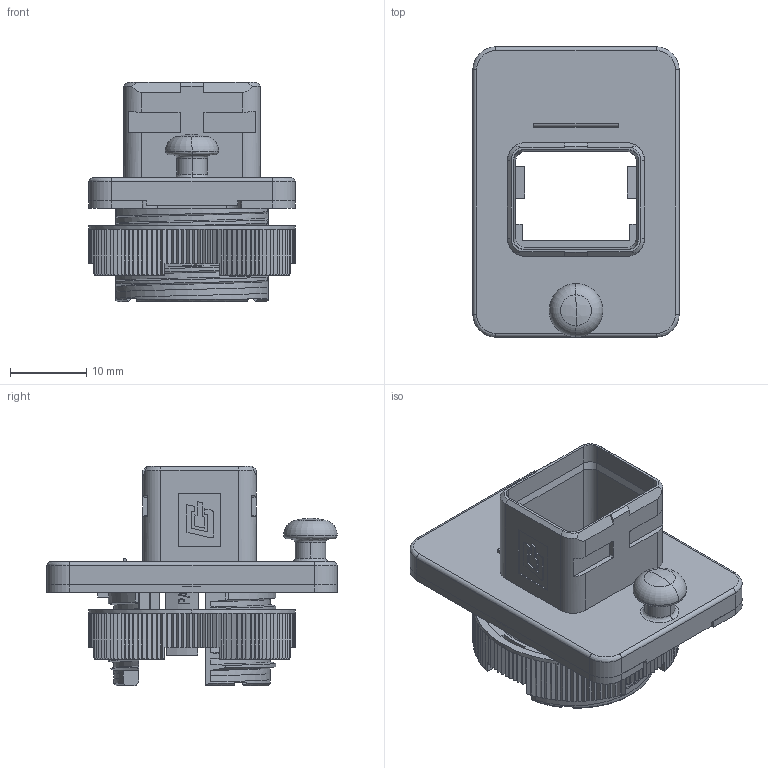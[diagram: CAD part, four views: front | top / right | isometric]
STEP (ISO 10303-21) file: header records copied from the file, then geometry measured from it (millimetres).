
FILE_DESCRIPTION (( 'STEP AP214' ), '1' );
FILE_NAME ('H86000A0002H50.STEP', '2010-09-23T14:51:42', ( 'ew_administrator' ), ( '' ), 'SwSTEP 2.0', 'SolidWorks 2010', '' );
FILE_SCHEMA (( 'AUTOMOTIVE_DESIGN' ));
Length unit declared in the file: millimetre
Products named in the file (1): H86000A0002H50
Bounding box: 27 x 38 x 28.7 mm (x, y, z)
Volume: 6142.2 mm3; surface area: 9027.9 mm2
Topology: 3 solids, 3 shells, 1072 faces, 2830 edges, 1794 vertices
Faces by surface type: plane 724, cylinder 167, cone 113, bspline 66, torus 2
Entity records: 71246 total; most frequent: CARTESIAN_POINT 33936, ORIENTED_EDGE 5660, DIRECTION 4785, EDGE_CURVE 2830, VERTEX_POINT 1794, VECTOR 1737, LINE 1737, AXIS2_PLACEMENT_3D 1524
